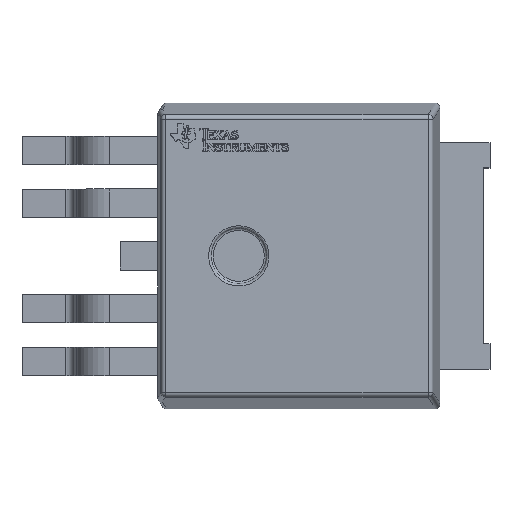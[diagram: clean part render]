
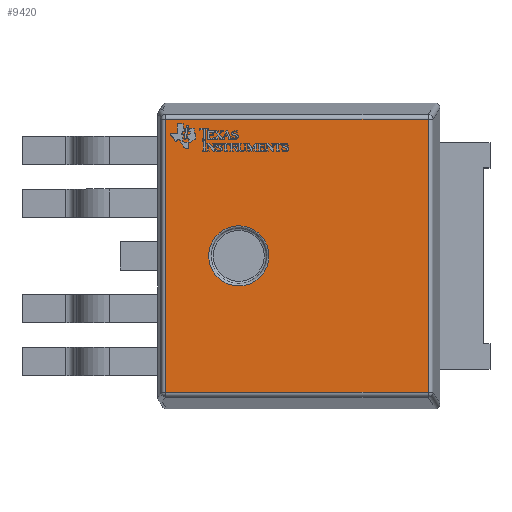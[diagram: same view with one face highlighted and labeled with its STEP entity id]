
A CAD part, top view. The second image highlights one B-rep face of the part: STEP entity #9420.
In plain terms, the highlighted planar face has unit normal (0, 0, 1).
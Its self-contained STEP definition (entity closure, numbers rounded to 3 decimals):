
#247=FACE_BOUND('',#1478,.T.);
#580=PLANE('',#10088);
#944=FACE_OUTER_BOUND('',#1477,.T.);
#1477=EDGE_LOOP('',(#6559,#6560,#6561,#6562));
#1478=EDGE_LOOP('',(#6563,#6564));
#2004=LINE('',#12452,#3036);
#2006=LINE('',#12460,#3038);
#2008=LINE('',#12470,#3040);
#2010=LINE('',#12479,#3042);
#3036=VECTOR('',#10521,10.);
#3038=VECTOR('',#10529,10.);
#3040=VECTOR('',#10541,10.);
#3042=VECTOR('',#10553,10.);
#4079=CIRCLE('',#10089,0.65);
#4080=CIRCLE('',#10090,0.65);
#4123=VERTEX_POINT('',#12445);
#4126=VERTEX_POINT('',#12450);
#4129=VERTEX_POINT('',#12458);
#4132=VERTEX_POINT('',#12468);
#4146=VERTEX_POINT('',#12524);
#4147=VERTEX_POINT('',#12525);
#5078=EDGE_CURVE('',#4126,#4123,#2004,.T.);
#5082=EDGE_CURVE('',#4129,#4126,#2006,.T.);
#5087=EDGE_CURVE('',#4132,#4129,#2008,.T.);
#5092=EDGE_CURVE('',#4123,#4132,#2010,.T.);
#5110=EDGE_CURVE('',#4146,#4147,#4079,.T.);
#5111=EDGE_CURVE('',#4147,#4146,#4080,.T.);
#6559=ORIENTED_EDGE('',*,*,#5078,.F.);
#6560=ORIENTED_EDGE('',*,*,#5082,.F.);
#6561=ORIENTED_EDGE('',*,*,#5087,.F.);
#6562=ORIENTED_EDGE('',*,*,#5092,.F.);
#6563=ORIENTED_EDGE('',*,*,#5110,.F.);
#6564=ORIENTED_EDGE('',*,*,#5111,.F.);
#9420=ADVANCED_FACE('',(#944,#247),#580,.T.);
#10088=AXIS2_PLACEMENT_3D('',#12523,#10586,#10587);
#10089=AXIS2_PLACEMENT_3D('',#12526,#10588,#10589);
#10090=AXIS2_PLACEMENT_3D('',#12527,#10590,#10591);
#10521=DIRECTION('',(1.,0.,0.));
#10529=DIRECTION('',(0.,1.,0.));
#10541=DIRECTION('',(-1.,0.,0.));
#10553=DIRECTION('',(0.,-1.,0.));
#10586=DIRECTION('center_axis',(0.,0.,1.));
#10587=DIRECTION('ref_axis',(0.,-1.,0.));
#10588=DIRECTION('center_axis',(0.,0.,1.));
#10589=DIRECTION('ref_axis',(0.,-1.,0.));
#10590=DIRECTION('center_axis',(0.,0.,1.));
#10591=DIRECTION('ref_axis',(0.,-1.,0.));
#12445=CARTESIAN_POINT('',(2.793,2.951,2.4));
#12450=CARTESIAN_POINT('',(-2.882,2.951,2.4));
#12452=CARTESIAN_POINT('',(1.524,2.951,2.4));
#12458=CARTESIAN_POINT('',(-2.882,-2.951,2.4));
#12460=CARTESIAN_POINT('',(-2.882,1.962,2.4));
#12468=CARTESIAN_POINT('',(2.793,-2.951,2.4));
#12470=CARTESIAN_POINT('',(1.524,-2.951,2.4));
#12479=CARTESIAN_POINT('',(2.793,-1.635,2.4));
#12523=CARTESIAN_POINT('Origin',(0.,0.,2.4));
#12524=CARTESIAN_POINT('',(-1.298,0.65,2.4));
#12525=CARTESIAN_POINT('',(-0.648,0.,2.4));
#12526=CARTESIAN_POINT('Origin',(-1.298,0.,2.4));
#12527=CARTESIAN_POINT('Origin',(-1.298,0.,2.4));
